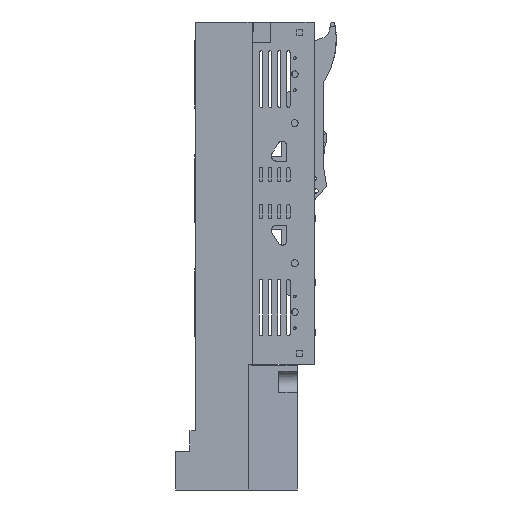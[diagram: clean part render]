
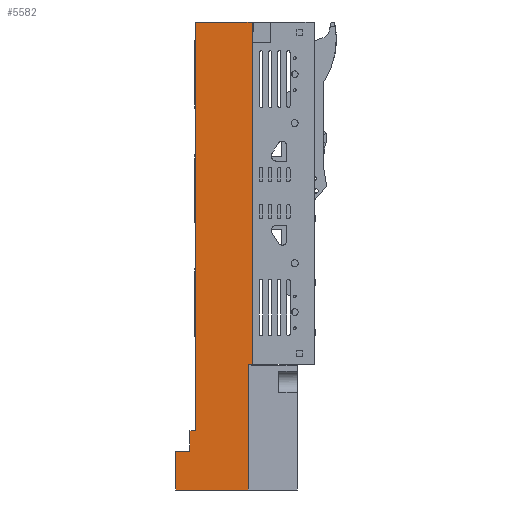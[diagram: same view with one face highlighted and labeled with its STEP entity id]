
A CAD part, left-side view. The second image highlights one B-rep face of the part: STEP entity #5582.
In plain terms, the highlighted planar face has unit normal (-1, 0, 0).
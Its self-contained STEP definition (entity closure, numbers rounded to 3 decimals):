
#5521=AXIS2_PLACEMENT_3D('Plane Axis2P3D',#5518,#5519,#5520) ;
#3444=CARTESIAN_POINT('Vertex',(-25.,-47.2,-260.)) ;
#3447=CARTESIAN_POINT('Line Origine',(-25.,-15.35,-260.)) ;
#3451=CARTESIAN_POINT('Vertex',(-25.,16.5,-260.)) ;
#3519=CARTESIAN_POINT('Line Origine',(-25.,-47.2,-205.)) ;
#3523=CARTESIAN_POINT('Vertex',(-25.,-47.2,-150.)) ;
#5061=CARTESIAN_POINT('Vertex',(-25.,-50.4,-150.)) ;
#5064=CARTESIAN_POINT('Line Origine',(-25.,-48.8,-150.)) ;
#5518=CARTESIAN_POINT('Axis2P3D Location',(-25.,-19.5,0.)) ;
#5523=CARTESIAN_POINT('Line Origine',(-25.,16.5,-55.)) ;
#5527=CARTESIAN_POINT('Vertex',(-25.,16.5,-226.)) ;
#5530=CARTESIAN_POINT('Line Origine',(-25.,-50.4,-55.)) ;
#5534=CARTESIAN_POINT('Vertex',(-25.,-50.4,150.)) ;
#5537=CARTESIAN_POINT('Line Origine',(-25.,-16.95,150.)) ;
#5541=CARTESIAN_POINT('Vertex',(-25.,-0.5,150.)) ;
#5544=CARTESIAN_POINT('Line Origine',(-25.,-0.5,-55.)) ;
#5548=CARTESIAN_POINT('Vertex',(-25.,-0.5,-208.)) ;
#5551=CARTESIAN_POINT('Line Origine',(-25.,-16.95,-208.)) ;
#5555=CARTESIAN_POINT('Vertex',(-25.,4.,-208.)) ;
#5558=CARTESIAN_POINT('Line Origine',(-25.,4.,-55.)) ;
#5562=CARTESIAN_POINT('Vertex',(-25.,4.,-226.)) ;
#5565=CARTESIAN_POINT('Line Origine',(-25.,-16.95,-226.)) ;
#3448=DIRECTION('Vector Direction',(0.,1.,0.)) ;
#3520=DIRECTION('Vector Direction',(0.,0.,1.)) ;
#5065=DIRECTION('Vector Direction',(0.,-1.,0.)) ;
#5519=DIRECTION('Axis2P3D Direction',(-1.,0.,0.)) ;
#5520=DIRECTION('Axis2P3D XDirection',(0.,0.,-1.)) ;
#5524=DIRECTION('Vector Direction',(0.,0.,-1.)) ;
#5531=DIRECTION('Vector Direction',(0.,0.,-1.)) ;
#5538=DIRECTION('Vector Direction',(0.,-1.,0.)) ;
#5545=DIRECTION('Vector Direction',(0.,0.,-1.)) ;
#5552=DIRECTION('Vector Direction',(0.,-1.,0.)) ;
#5559=DIRECTION('Vector Direction',(0.,0.,-1.)) ;
#5566=DIRECTION('Vector Direction',(0.,-1.,0.)) ;
#3449=VECTOR('Line Direction',#3448,1.) ;
#3521=VECTOR('Line Direction',#3520,1.) ;
#5066=VECTOR('Line Direction',#5065,1.) ;
#5525=VECTOR('Line Direction',#5524,1.) ;
#5532=VECTOR('Line Direction',#5531,1.) ;
#5539=VECTOR('Line Direction',#5538,1.) ;
#5546=VECTOR('Line Direction',#5545,1.) ;
#5553=VECTOR('Line Direction',#5552,1.) ;
#5560=VECTOR('Line Direction',#5559,1.) ;
#5567=VECTOR('Line Direction',#5566,1.) ;
#5571=ORIENTED_EDGE('',*,*,#5529,.F.) ;
#5572=ORIENTED_EDGE('',*,*,#3453,.F.) ;
#5573=ORIENTED_EDGE('',*,*,#3525,.T.) ;
#5574=ORIENTED_EDGE('',*,*,#5068,.T.) ;
#5575=ORIENTED_EDGE('',*,*,#5536,.T.) ;
#5576=ORIENTED_EDGE('',*,*,#5543,.F.) ;
#5577=ORIENTED_EDGE('',*,*,#5550,.F.) ;
#5578=ORIENTED_EDGE('',*,*,#5557,.F.) ;
#5579=ORIENTED_EDGE('',*,*,#5564,.F.) ;
#5580=ORIENTED_EDGE('',*,*,#5569,.F.) ;
#5582=ADVANCED_FACE('804115_01_L01_Leistenunterteil Gr.00 U-SL/100/F70  Wandler',(#5581),#5522,.T.) ;
#3453=EDGE_CURVE('',#3445,#3452,#3450,.T.) ;
#3525=EDGE_CURVE('',#3445,#3524,#3522,.T.) ;
#5068=EDGE_CURVE('',#3524,#5062,#5067,.T.) ;
#5529=EDGE_CURVE('',#3452,#5528,#5526,.F.) ;
#5536=EDGE_CURVE('',#5062,#5535,#5533,.F.) ;
#5543=EDGE_CURVE('',#5542,#5535,#5540,.T.) ;
#5550=EDGE_CURVE('',#5549,#5542,#5547,.F.) ;
#5557=EDGE_CURVE('',#5556,#5549,#5554,.T.) ;
#5564=EDGE_CURVE('',#5563,#5556,#5561,.F.) ;
#5569=EDGE_CURVE('',#5528,#5563,#5568,.T.) ;
#5570=EDGE_LOOP('',(#5571,#5572,#5573,#5574,#5575,#5576,#5577,#5578,#5579,#5580)) ;
#5581=FACE_OUTER_BOUND('',#5570,.T.) ;
#3450=LINE('Line',#3447,#3449) ;
#3522=LINE('Line',#3519,#3521) ;
#5067=LINE('Line',#5064,#5066) ;
#5526=LINE('Line',#5523,#5525) ;
#5533=LINE('Line',#5530,#5532) ;
#5540=LINE('Line',#5537,#5539) ;
#5547=LINE('Line',#5544,#5546) ;
#5554=LINE('Line',#5551,#5553) ;
#5561=LINE('Line',#5558,#5560) ;
#5568=LINE('Line',#5565,#5567) ;
#5522=PLANE('Plane',#5521) ;
#3445=VERTEX_POINT('',#3444) ;
#3452=VERTEX_POINT('',#3451) ;
#3524=VERTEX_POINT('',#3523) ;
#5062=VERTEX_POINT('',#5061) ;
#5528=VERTEX_POINT('',#5527) ;
#5535=VERTEX_POINT('',#5534) ;
#5542=VERTEX_POINT('',#5541) ;
#5549=VERTEX_POINT('',#5548) ;
#5556=VERTEX_POINT('',#5555) ;
#5563=VERTEX_POINT('',#5562) ;
